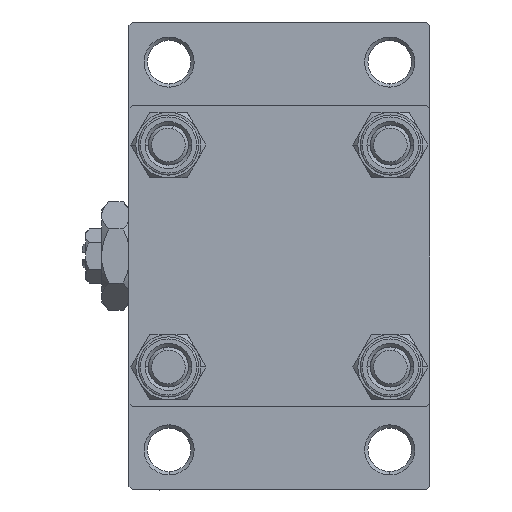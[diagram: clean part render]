
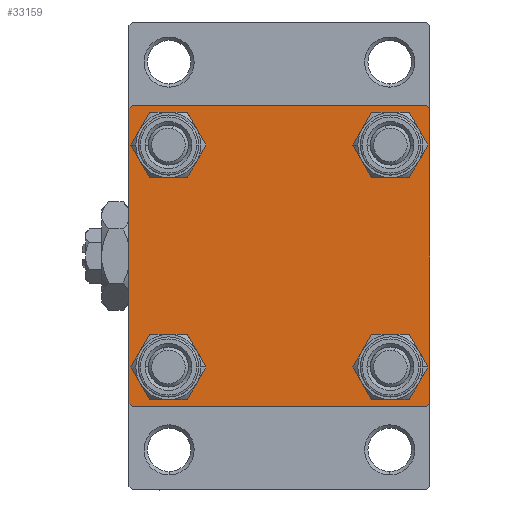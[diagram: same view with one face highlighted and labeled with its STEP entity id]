
A CAD part, left-side view. The second image highlights one B-rep face of the part: STEP entity #33159.
In plain terms, the highlighted planar face has unit normal (-1, 0, 0).
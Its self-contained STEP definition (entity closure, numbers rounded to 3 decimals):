
#916 = AXIS2_PLACEMENT_3D ( 'NONE', #48423, #32125, #28876 ) ;
#940 = CARTESIAN_POINT ( 'NONE',  ( 0., 22.5, 22. ) ) ;
#986 = CIRCLE ( 'NONE', #8165, 3.5 ) ;
#1116 = DIRECTION ( 'NONE',  ( 0., -1., 0. ) ) ;
#1327 = VERTEX_POINT ( 'NONE', #25542 ) ;
#1451 = AXIS2_PLACEMENT_3D ( 'NONE', #1778, #5036, #9540 ) ;
#1778 = CARTESIAN_POINT ( 'NONE',  ( 0., 16.6, -16.6 ) ) ;
#2144 = DIRECTION ( 'NONE',  ( 0., 0., 1. ) ) ;
#2412 = LINE ( 'NONE', #40001, #29499 ) ;
#2720 = EDGE_CURVE ( 'NONE', #41116, #15429, #18463, .T. ) ;
#3318 = CIRCLE ( 'NONE', #916, 3.5 ) ;
#3660 = VERTEX_POINT ( 'NONE', #14180 ) ;
#4202 = CARTESIAN_POINT ( 'NONE',  ( 0., -22.5, 22. ) ) ;
#4535 = EDGE_CURVE ( 'NONE', #6511, #26698, #45858, .T. ) ;
#5036 = DIRECTION ( 'NONE',  ( 1., 0., 0. ) ) ;
#6087 = ORIENTED_EDGE ( 'NONE', *, *, #35446, .T. ) ;
#6252 = ORIENTED_EDGE ( 'NONE', *, *, #36039, .T. ) ;
#6511 = VERTEX_POINT ( 'NONE', #10333 ) ;
#6653 = AXIS2_PLACEMENT_3D ( 'NONE', #23536, #31796, #12753 ) ;
#6664 = DIRECTION ( 'NONE',  ( 0., -0.707, -0.707 ) ) ;
#7153 = EDGE_CURVE ( 'NONE', #21050, #3660, #25237, .T. ) ;
#7575 = CARTESIAN_POINT ( 'NONE',  ( 0., 0., 0. ) ) ;
#8165 = AXIS2_PLACEMENT_3D ( 'NONE', #48303, #14710, #49032 ) ;
#9122 = LINE ( 'NONE', #20681, #14458 ) ;
#9540 = DIRECTION ( 'NONE',  ( 0., 0., 1. ) ) ;
#9695 = CARTESIAN_POINT ( 'NONE',  ( 0., -22.25, -22.25 ) ) ;
#10333 = CARTESIAN_POINT ( 'NONE',  ( 0., -16.6, 20.1 ) ) ;
#10470 = CARTESIAN_POINT ( 'NONE',  ( 0., 22., 22.5 ) ) ;
#10917 = ORIENTED_EDGE ( 'NONE', *, *, #13688, .T. ) ;
#11022 = CARTESIAN_POINT ( 'NONE',  ( 0., 16.6, -13.1 ) ) ;
#11058 = CARTESIAN_POINT ( 'NONE',  ( 0., -22., -22.5 ) ) ;
#11210 = LINE ( 'NONE', #14744, #47637 ) ;
#11899 = ORIENTED_EDGE ( 'NONE', *, *, #38680, .F. ) ;
#12496 = VERTEX_POINT ( 'NONE', #4202 ) ;
#12753 = DIRECTION ( 'NONE',  ( 0., 0., 1. ) ) ;
#13368 = EDGE_CURVE ( 'NONE', #27894, #21050, #25793, .T. ) ;
#13688 = EDGE_CURVE ( 'NONE', #1327, #16208, #20393, .T. ) ;
#13716 = CIRCLE ( 'NONE', #16101, 3.5 ) ;
#13736 = CARTESIAN_POINT ( 'NONE',  ( 0., -16.6, 13.1 ) ) ;
#14138 = ORIENTED_EDGE ( 'NONE', *, *, #44485, .T. ) ;
#14180 = CARTESIAN_POINT ( 'NONE',  ( 0., -22.5, -22. ) ) ;
#14458 = VECTOR ( 'NONE', #1116, 1000. ) ;
#14619 = FACE_BOUND ( 'NONE', #17716, .T. ) ;
#14710 = DIRECTION ( 'NONE',  ( 1., 0., 0. ) ) ;
#14744 = CARTESIAN_POINT ( 'NONE',  ( 0., -22.5, 22.5 ) ) ;
#15103 = DIRECTION ( 'NONE',  ( -1., 0., 0. ) ) ;
#15429 = VERTEX_POINT ( 'NONE', #46825 ) ;
#16034 = CARTESIAN_POINT ( 'NONE',  ( 0., 16.6, -20.1 ) ) ;
#16101 = AXIS2_PLACEMENT_3D ( 'NONE', #33046, #32050, #29044 ) ;
#16157 = EDGE_LOOP ( 'NONE', ( #28969, #33921 ) ) ;
#16208 = VERTEX_POINT ( 'NONE', #19352 ) ;
#17256 = DIRECTION ( 'NONE',  ( 0., -0.707, 0.707 ) ) ;
#17525 = EDGE_CURVE ( 'NONE', #12496, #3660, #11210, .T. ) ;
#17716 = EDGE_LOOP ( 'NONE', ( #34139, #6087 ) ) ;
#18463 = LINE ( 'NONE', #37722, #28992 ) ;
#18468 = EDGE_CURVE ( 'NONE', #26698, #6511, #46832, .T. ) ;
#18929 = VERTEX_POINT ( 'NONE', #16034 ) ;
#19017 = DIRECTION ( 'NONE',  ( 0., 0.707, 0.707 ) ) ;
#19352 = CARTESIAN_POINT ( 'NONE',  ( 0., -16.6, -13.1 ) ) ;
#20393 = CIRCLE ( 'NONE', #48399, 3.5 ) ;
#20562 = DIRECTION ( 'NONE',  ( 0., 0.707, -0.707 ) ) ;
#20665 = ORIENTED_EDGE ( 'NONE', *, *, #4535, .T. ) ;
#20681 = CARTESIAN_POINT ( 'NONE',  ( 0., 22.5, 22.5 ) ) ;
#21050 = VERTEX_POINT ( 'NONE', #11058 ) ;
#21207 = VERTEX_POINT ( 'NONE', #24062 ) ;
#22277 = DIRECTION ( 'NONE',  ( 0., 0., -1. ) ) ;
#22687 = ORIENTED_EDGE ( 'NONE', *, *, #13368, .T. ) ;
#22715 = DIRECTION ( 'NONE',  ( 1., 0., 0. ) ) ;
#23536 = CARTESIAN_POINT ( 'NONE',  ( 0., 16.6, 16.6 ) ) ;
#24062 = CARTESIAN_POINT ( 'NONE',  ( 0., 16.6, 13.1 ) ) ;
#24236 = CIRCLE ( 'NONE', #6653, 3.5 ) ;
#24923 = EDGE_CURVE ( 'NONE', #27754, #18929, #29469, .T. ) ;
#25048 = CARTESIAN_POINT ( 'NONE',  ( 0., 16.6, 20.1 ) ) ;
#25237 = LINE ( 'NONE', #9695, #29918 ) ;
#25542 = CARTESIAN_POINT ( 'NONE',  ( 0., -16.6, -20.1 ) ) ;
#25793 = LINE ( 'NONE', #34275, #38784 ) ;
#26698 = VERTEX_POINT ( 'NONE', #13736 ) ;
#27553 = LINE ( 'NONE', #38584, #32114 ) ;
#27656 = CARTESIAN_POINT ( 'NONE',  ( 0., 22., -22.5 ) ) ;
#27679 = ORIENTED_EDGE ( 'NONE', *, *, #7153, .T. ) ;
#27754 = VERTEX_POINT ( 'NONE', #11022 ) ;
#27894 = VERTEX_POINT ( 'NONE', #27656 ) ;
#28253 = VECTOR ( 'NONE', #19017, 1000. ) ;
#28876 = DIRECTION ( 'NONE',  ( 0., 0., 1. ) ) ;
#28912 = EDGE_CURVE ( 'NONE', #15429, #27894, #2412, .T. ) ;
#28969 = ORIENTED_EDGE ( 'NONE', *, *, #24923, .T. ) ;
#28992 = VECTOR ( 'NONE', #33975, 1000. ) ;
#29044 = DIRECTION ( 'NONE',  ( 0., 0., 1. ) ) ;
#29469 = CIRCLE ( 'NONE', #1451, 3.5 ) ;
#29499 = VECTOR ( 'NONE', #6664, 1000. ) ;
#29918 = VECTOR ( 'NONE', #17256, 1000. ) ;
#30225 = CARTESIAN_POINT ( 'NONE',  ( 0., -16.6, -16.6 ) ) ;
#30353 = DIRECTION ( 'NONE',  ( 1., 0., 0. ) ) ;
#31241 = ORIENTED_EDGE ( 'NONE', *, *, #18468, .T. ) ;
#31796 = DIRECTION ( 'NONE',  ( 1., 0., 0. ) ) ;
#32050 = DIRECTION ( 'NONE',  ( 1., 0., 0. ) ) ;
#32114 = VECTOR ( 'NONE', #20562, 1000. ) ;
#32125 = DIRECTION ( 'NONE',  ( 1., 0., 0. ) ) ;
#33046 = CARTESIAN_POINT ( 'NONE',  ( 0., 16.6, 16.6 ) ) ;
#33159 = ADVANCED_FACE ( 'NONE', ( #38147, #41904, #49189, #14619, #45421 ), #49431, .T. ) ;
#33866 = CARTESIAN_POINT ( 'NONE',  ( 0., -16.6, 16.6 ) ) ;
#33921 = ORIENTED_EDGE ( 'NONE', *, *, #40679, .T. ) ;
#33975 = DIRECTION ( 'NONE',  ( 0., 0., -1. ) ) ;
#34022 = AXIS2_PLACEMENT_3D ( 'NONE', #34617, #41650, #38623 ) ;
#34039 = DIRECTION ( 'NONE',  ( 0., -1., 0. ) ) ;
#34139 = ORIENTED_EDGE ( 'NONE', *, *, #47962, .T. ) ;
#34272 = LINE ( 'NONE', #35023, #28253 ) ;
#34275 = CARTESIAN_POINT ( 'NONE',  ( 0., 22.5, -22.5 ) ) ;
#34617 = CARTESIAN_POINT ( 'NONE',  ( 0., -16.6, 16.6 ) ) ;
#35023 = CARTESIAN_POINT ( 'NONE',  ( 0., -22.25, 22.25 ) ) ;
#35446 = EDGE_CURVE ( 'NONE', #21207, #44213, #13716, .T. ) ;
#36039 = EDGE_CURVE ( 'NONE', #42270, #41116, #27553, .T. ) ;
#37722 = CARTESIAN_POINT ( 'NONE',  ( 0., 22.5, 22.5 ) ) ;
#38147 = FACE_BOUND ( 'NONE', #42217, .T. ) ;
#38584 = CARTESIAN_POINT ( 'NONE',  ( 0., 22.25, 22.25 ) ) ;
#38623 = DIRECTION ( 'NONE',  ( 0., 0., 1. ) ) ;
#38680 = EDGE_CURVE ( 'NONE', #42270, #44155, #9122, .T. ) ;
#38784 = VECTOR ( 'NONE', #34039, 1000. ) ;
#39869 = EDGE_LOOP ( 'NONE', ( #44269, #10917 ) ) ;
#40001 = CARTESIAN_POINT ( 'NONE',  ( 0., 22.25, -22.25 ) ) ;
#40031 = AXIS2_PLACEMENT_3D ( 'NONE', #7575, #15103, #45656 ) ;
#40679 = EDGE_CURVE ( 'NONE', #18929, #27754, #3318, .T. ) ;
#41088 = AXIS2_PLACEMENT_3D ( 'NONE', #33866, #30353, #2144 ) ;
#41116 = VERTEX_POINT ( 'NONE', #940 ) ;
#41650 = DIRECTION ( 'NONE',  ( 1., 0., 0. ) ) ;
#41904 = FACE_BOUND ( 'NONE', #39869, .T. ) ;
#42217 = EDGE_LOOP ( 'NONE', ( #20665, #31241 ) ) ;
#42264 = EDGE_CURVE ( 'NONE', #16208, #1327, #986, .T. ) ;
#42270 = VERTEX_POINT ( 'NONE', #10470 ) ;
#43609 = ORIENTED_EDGE ( 'NONE', *, *, #28912, .T. ) ;
#43965 = ORIENTED_EDGE ( 'NONE', *, *, #17525, .F. ) ;
#44155 = VERTEX_POINT ( 'NONE', #45674 ) ;
#44213 = VERTEX_POINT ( 'NONE', #25048 ) ;
#44269 = ORIENTED_EDGE ( 'NONE', *, *, #42264, .T. ) ;
#44485 = EDGE_CURVE ( 'NONE', #12496, #44155, #34272, .T. ) ;
#45421 = FACE_OUTER_BOUND ( 'NONE', #46972, .T. ) ;
#45656 = DIRECTION ( 'NONE',  ( 0., 0., 1. ) ) ;
#45674 = CARTESIAN_POINT ( 'NONE',  ( 0., -22., 22.5 ) ) ;
#45858 = CIRCLE ( 'NONE', #41088, 3.5 ) ;
#46434 = ORIENTED_EDGE ( 'NONE', *, *, #2720, .T. ) ;
#46825 = CARTESIAN_POINT ( 'NONE',  ( 0., 22.5, -22. ) ) ;
#46832 = CIRCLE ( 'NONE', #34022, 3.5 ) ;
#46972 = EDGE_LOOP ( 'NONE', ( #46434, #43609, #22687, #27679, #43965, #14138, #11899, #6252 ) ) ;
#47637 = VECTOR ( 'NONE', #22277, 1000. ) ;
#47962 = EDGE_CURVE ( 'NONE', #44213, #21207, #24236, .T. ) ;
#48303 = CARTESIAN_POINT ( 'NONE',  ( 0., -16.6, -16.6 ) ) ;
#48399 = AXIS2_PLACEMENT_3D ( 'NONE', #30225, #22715, #49023 ) ;
#48423 = CARTESIAN_POINT ( 'NONE',  ( 0., 16.6, -16.6 ) ) ;
#49023 = DIRECTION ( 'NONE',  ( 0., 0., 1. ) ) ;
#49032 = DIRECTION ( 'NONE',  ( 0., 0., 1. ) ) ;
#49189 = FACE_BOUND ( 'NONE', #16157, .T. ) ;
#49431 = PLANE ( 'NONE',  #40031 ) ;
